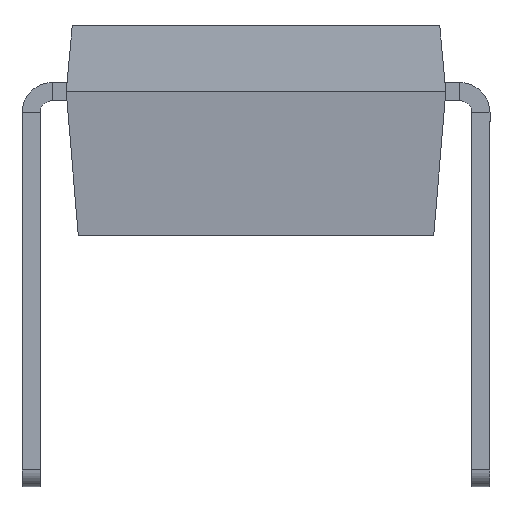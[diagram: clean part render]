
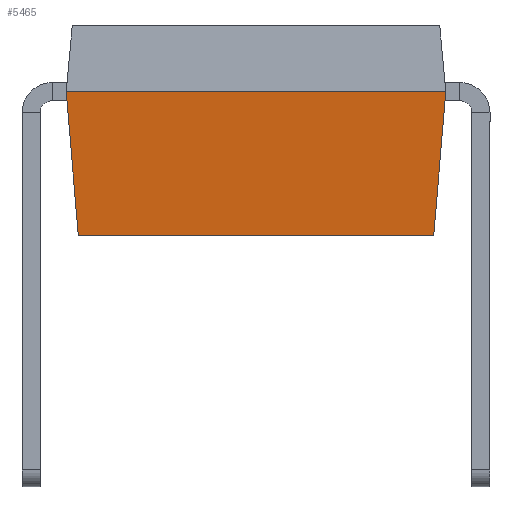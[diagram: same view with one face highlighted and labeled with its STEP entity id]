
A CAD part, left-side view. The second image highlights one B-rep face of the part: STEP entity #5465.
In plain terms, the highlighted planar face has unit normal (-0.997, 0, -0.084).
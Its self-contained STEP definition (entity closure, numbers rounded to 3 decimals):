
#968 = DIRECTION ( 'NONE',  ( -0.083, 0.083, 0.993 ) ) ;
#1593 = CARTESIAN_POINT ( 'NONE',  ( -2.5, 3.145, 0. ) ) ;
#2429 = VECTOR ( 'NONE', #15138, 1000. ) ;
#2807 = LINE ( 'NONE', #5397, #12346 ) ;
#2993 = CARTESIAN_POINT ( 'NONE',  ( -2.482, 0., -0.209 ) ) ;
#3798 = EDGE_CURVE ( 'NONE', #4500, #8211, #10163, .T. ) ;
#4045 = EDGE_CURVE ( 'NONE', #8392, #5781, #5371, .T. ) ;
#4500 = VERTEX_POINT ( 'NONE', #11958 ) ;
#4588 = ORIENTED_EDGE ( 'NONE', *, *, #4045, .T. ) ;
#5371 = LINE ( 'NONE', #15708, #15839 ) ;
#5397 = CARTESIAN_POINT ( 'NONE',  ( -2.5, 3.145, 0. ) ) ;
#5465 = ADVANCED_FACE ( 'NONE', ( #6918 ), #9634, .F. ) ;
#5781 = VERTEX_POINT ( 'NONE', #6945 ) ;
#5813 = ORIENTED_EDGE ( 'NONE', *, *, #3798, .F. ) ;
#6806 = DIRECTION ( 'NONE',  ( -0.083, -0.083, 0.993 ) ) ;
#6918 = FACE_OUTER_BOUND ( 'NONE', #8170, .T. ) ;
#6945 = CARTESIAN_POINT ( 'NONE',  ( -2.5, -3.145, 0. ) ) ;
#7172 = DIRECTION ( 'NONE',  ( 0.084, 0., -0.996 ) ) ;
#8170 = EDGE_LOOP ( 'NONE', ( #4588, #16435, #5813, #8426 ) ) ;
#8211 = VERTEX_POINT ( 'NONE', #1593 ) ;
#8262 = VECTOR ( 'NONE', #968, 1000. ) ;
#8392 = VERTEX_POINT ( 'NONE', #10970 ) ;
#8426 = ORIENTED_EDGE ( 'NONE', *, *, #15121, .T. ) ;
#9634 = PLANE ( 'NONE',  #15485 ) ;
#10163 = LINE ( 'NONE', #14223, #8262 ) ;
#10492 = DIRECTION ( 'NONE',  ( 0., -1., 0. ) ) ;
#10970 = CARTESIAN_POINT ( 'NONE',  ( -2.3, -2.945, -2.38 ) ) ;
#11951 = EDGE_CURVE ( 'NONE', #8211, #5781, #2807, .T. ) ;
#11958 = CARTESIAN_POINT ( 'NONE',  ( -2.3, 2.945, -2.38 ) ) ;
#12346 = VECTOR ( 'NONE', #10492, 1000. ) ;
#12348 = CARTESIAN_POINT ( 'NONE',  ( -2.3, 2.945, -2.38 ) ) ;
#14223 = CARTESIAN_POINT ( 'NONE',  ( -2.3, 2.945, -2.38 ) ) ;
#14885 = LINE ( 'NONE', #12348, #2429 ) ;
#14892 = DIRECTION ( 'NONE',  ( 0.996, 0., 0.084 ) ) ;
#15121 = EDGE_CURVE ( 'NONE', #4500, #8392, #14885, .T. ) ;
#15138 = DIRECTION ( 'NONE',  ( 0., -1., 0. ) ) ;
#15485 = AXIS2_PLACEMENT_3D ( 'NONE', #2993, #14892, #7172 ) ;
#15708 = CARTESIAN_POINT ( 'NONE',  ( -2.3, -2.945, -2.38 ) ) ;
#15839 = VECTOR ( 'NONE', #6806, 1000. ) ;
#16435 = ORIENTED_EDGE ( 'NONE', *, *, #11951, .F. ) ;
